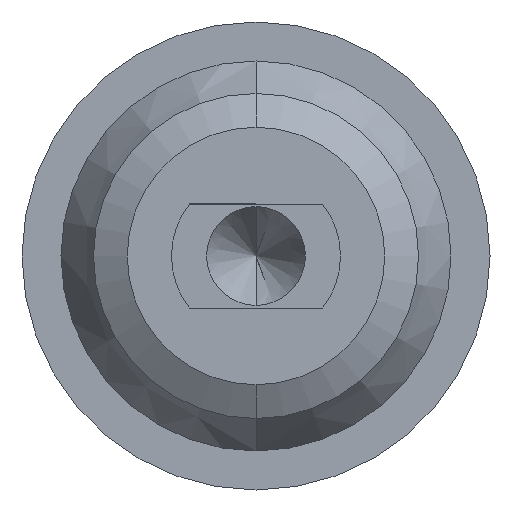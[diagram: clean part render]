
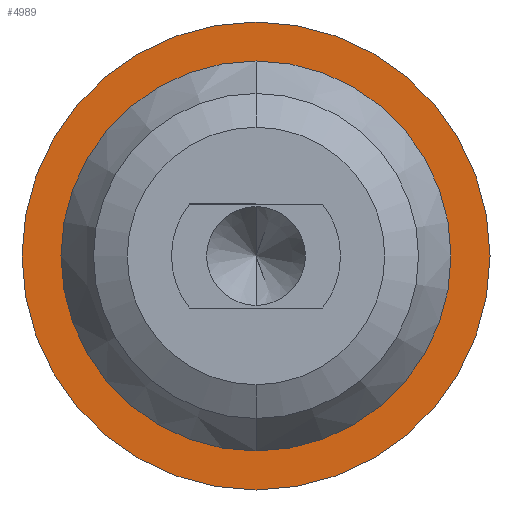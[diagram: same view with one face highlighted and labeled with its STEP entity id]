
A CAD part, front view. The second image highlights one B-rep face of the part: STEP entity #4989.
In plain terms, the highlighted planar face has unit normal (0, -1, 0).
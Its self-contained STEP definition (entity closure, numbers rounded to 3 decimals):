
#204 = EDGE_CURVE ( 'Defeature ausgef�hrt5_5+Defeature ausgef�hrt5_3+Defeature ausgef�hrt5_3+Defeature ausgef�hrt5_3', #2478, #813, #1252, .T. ) ;
#206 = DIRECTION ( 'NONE',  ( 0., 0., -1. ) ) ;
#212 = CIRCLE ( 'NONE', #2400, 1.8 ) ;
#541 = AXIS2_PLACEMENT_3D ( 'NONE', #4101, #5311, #2773 ) ;
#555 = DIRECTION ( 'NONE',  ( 0., -1., 0. ) ) ;
#813 = VERTEX_POINT ( 'NONE', #4909 ) ;
#1252 = CIRCLE ( 'NONE', #2558, 1.8 ) ;
#1289 = AXIS2_PLACEMENT_3D ( 'NONE', #1512, #4439, #206 ) ;
#1354 = CARTESIAN_POINT ( 'NONE',  ( 0., 27.8, 1.8 ) ) ;
#1389 = DIRECTION ( 'NONE',  ( 0., 0., -1. ) ) ;
#1512 = CARTESIAN_POINT ( 'NONE',  ( 1.5, 27.8, 0. ) ) ;
#1554 = EDGE_CURVE ( 'Defeature ausgef�hrt5_5+Defeature ausgef�hrt5_3+Defeature ausgef�hrt5_3+Defeature ausgef�hrt5_3', #813, #2478, #212, .T. ) ;
#1799 = CARTESIAN_POINT ( 'NONE',  ( 0., 27.8, 0. ) ) ;
#1858 = DIRECTION ( 'NONE',  ( 0., -1., 0. ) ) ;
#2023 = EDGE_LOOP ( 'NONE', ( #2602, #3361 ) ) ;
#2033 = AXIS2_PLACEMENT_3D ( 'NONE', #3594, #1858, #4853 ) ;
#2147 = VERTEX_POINT ( 'NONE', #4055 ) ;
#2229 = CARTESIAN_POINT ( 'NONE',  ( 0., 27.8, 0. ) ) ;
#2400 = AXIS2_PLACEMENT_3D ( 'NONE', #1799, #555, #4389 ) ;
#2478 = VERTEX_POINT ( 'NONE', #1354 ) ;
#2558 = AXIS2_PLACEMENT_3D ( 'NONE', #2229, #5203, #1389 ) ;
#2602 = ORIENTED_EDGE ( 'NONE', *, *, #1554, .T. ) ;
#2773 = DIRECTION ( 'NONE',  ( 0., 0., -1. ) ) ;
#3243 = CARTESIAN_POINT ( 'NONE',  ( 0., 27.8, 1.5 ) ) ;
#3355 = CIRCLE ( 'NONE', #2033, 1.5 ) ;
#3361 = ORIENTED_EDGE ( 'NONE', *, *, #204, .T. ) ;
#3574 = CIRCLE ( 'NONE', #541, 1.5 ) ;
#3594 = CARTESIAN_POINT ( 'NONE',  ( 0., 27.8, 0. ) ) ;
#3755 = ORIENTED_EDGE ( 'NONE', *, *, #4048, .F. ) ;
#3887 = EDGE_LOOP ( 'NONE', ( #3755, #3956 ) ) ;
#3956 = ORIENTED_EDGE ( 'NONE', *, *, #4511, .F. ) ;
#4048 = EDGE_CURVE ( 'Defeature ausgef�hrt5_6+Defeature ausgef�hrt5_5+Defeature ausgef�hrt5_5+Defeature ausgef�hrt5_5', #2147, #4572, #3574, .T. ) ;
#4055 = CARTESIAN_POINT ( 'NONE',  ( 0., 27.8, -1.5 ) ) ;
#4101 = CARTESIAN_POINT ( 'NONE',  ( 0., 27.8, 0. ) ) ;
#4389 = DIRECTION ( 'NONE',  ( 0., 0., -1. ) ) ;
#4439 = DIRECTION ( 'NONE',  ( 0., -1., 0. ) ) ;
#4511 = EDGE_CURVE ( 'Defeature ausgef�hrt5_6+Defeature ausgef�hrt5_5+Defeature ausgef�hrt5_5+Defeature ausgef�hrt5_5', #4572, #2147, #3355, .T. ) ;
#4572 = VERTEX_POINT ( 'NONE', #3243 ) ;
#4853 = DIRECTION ( 'NONE',  ( 0., 0., -1. ) ) ;
#4909 = CARTESIAN_POINT ( 'NONE',  ( 0., 27.8, -1.8 ) ) ;
#4989 = ADVANCED_FACE ( 'Defeature ausgef�hrt5_5', ( #5009, #5275 ), #5302, .T. ) ;
#5009 = FACE_OUTER_BOUND ( 'NONE', #2023, .T. ) ;
#5203 = DIRECTION ( 'NONE',  ( 0., -1., 0. ) ) ;
#5275 = FACE_BOUND ( 'NONE', #3887, .T. ) ;
#5302 = PLANE ( 'NONE',  #1289 ) ;
#5311 = DIRECTION ( 'NONE',  ( 0., -1., 0. ) ) ;
